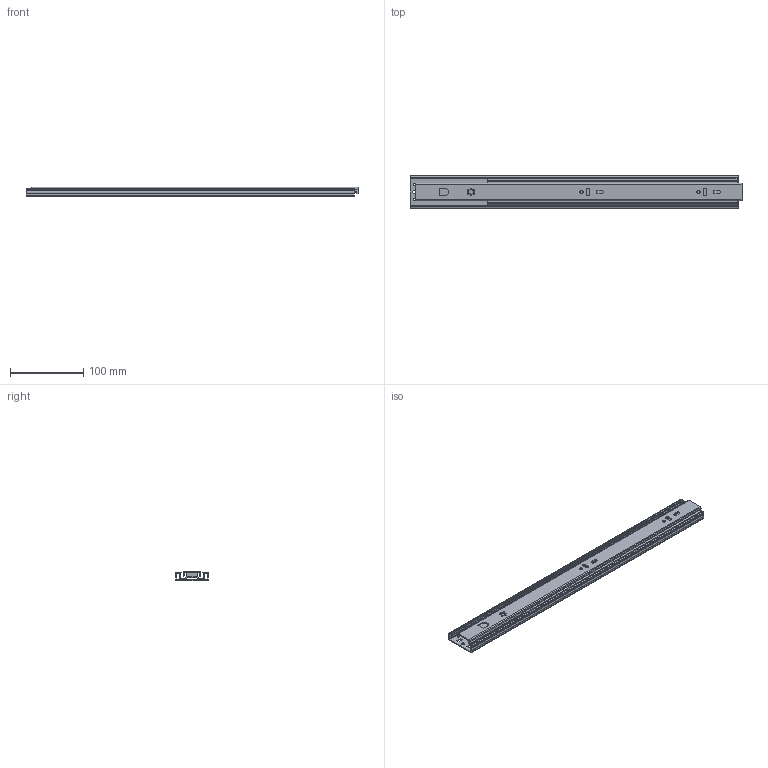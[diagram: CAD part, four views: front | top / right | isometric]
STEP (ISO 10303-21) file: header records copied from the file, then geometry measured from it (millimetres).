
FILE_DESCRIPTION (( 'STEP AP214' ), '1' );
FILE_NAME ('F000818-CLOSED_3D.step', '2022-06-06T12:53:53', ( '' ), ( '' ), 'SwSTEP 2.0', 'SolidWorks 2020', '' );
FILE_SCHEMA (( 'AUTOMOTIVE_DESIGN' ));
Length unit declared in the file: millimetre
Products named in the file (4): NB51-VNEJSI-450; F000818-CLOSED_3D; NB51-VNITRNI-450; NB58,NB51-STREDNI-450
Assembly tree (3 placements, depth 2):
  F000818-CLOSED_3D
    NB51-VNEJSI-450
    NB51-VNITRNI-450
    NB58,NB51-STREDNI-450
Bounding box: 454 x 45.7 x 12.7 mm (x, y, z)
Volume: 80408.2 mm3; surface area: 130763.6 mm2
Topology: 3 solids, 3 shells, 264 faces, 774 edges, 516 vertices
Faces by surface type: plane 115, cylinder 85, bspline 64
Entity records: 9382 total; most frequent: CARTESIAN_POINT 2392, ORIENTED_EDGE 1548, DIRECTION 1228, EDGE_CURVE 774, VERTEX_POINT 516, VECTOR 476, LINE 476, AXIS2_PLACEMENT_3D 376
